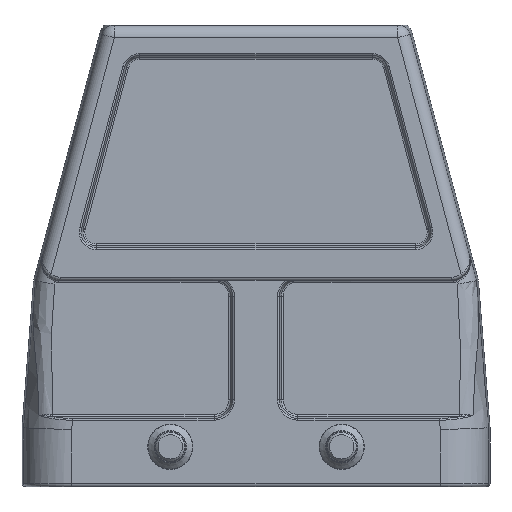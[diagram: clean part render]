
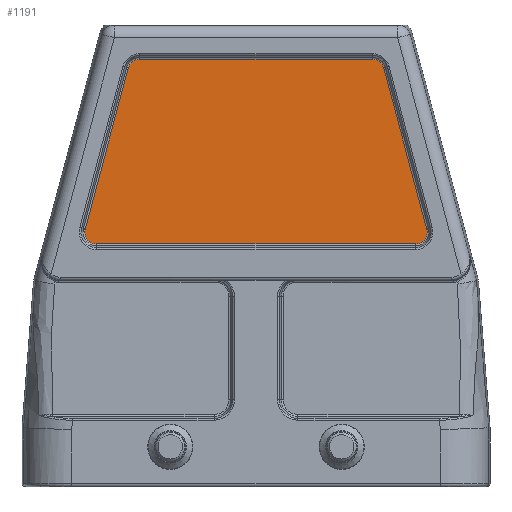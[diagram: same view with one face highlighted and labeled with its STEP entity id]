
A CAD part, front view. The second image highlights one B-rep face of the part: STEP entity #1191.
In plain terms, the highlighted planar face has unit normal (0, -1, 0).
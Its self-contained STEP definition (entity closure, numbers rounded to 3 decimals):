
#1191=ADVANCED_FACE('',(#1663),#9799,.F.);
#1663=FACE_OUTER_BOUND('',#2107,.T.);
#2107=EDGE_LOOP('',(#2885,#2886,#2887,#2888,#2889,#2890,#2891,#2892));
#2885=ORIENTED_EDGE('',*,*,#5767,.T.);
#2886=ORIENTED_EDGE('',*,*,#5768,.T.);
#2887=ORIENTED_EDGE('',*,*,#5769,.T.);
#2888=ORIENTED_EDGE('',*,*,#5770,.T.);
#2889=ORIENTED_EDGE('',*,*,#5771,.T.);
#2890=ORIENTED_EDGE('',*,*,#5772,.T.);
#2891=ORIENTED_EDGE('',*,*,#5773,.T.);
#2892=ORIENTED_EDGE('',*,*,#5774,.T.);
#5050=VERTEX_POINT('',#17342);
#5051=VERTEX_POINT('',#17343);
#5052=VERTEX_POINT('',#17345);
#5053=VERTEX_POINT('',#17347);
#5054=VERTEX_POINT('',#17349);
#5055=VERTEX_POINT('',#17351);
#5056=VERTEX_POINT('',#17353);
#5057=VERTEX_POINT('',#17355);
#5767=EDGE_CURVE('',#5050,#5051,#7910,.T.);
#5768=EDGE_CURVE('',#5051,#5052,#6668,.T.);
#5769=EDGE_CURVE('',#5052,#5053,#7911,.T.);
#5770=EDGE_CURVE('',#5053,#5054,#6669,.T.);
#5771=EDGE_CURVE('',#5054,#5055,#7912,.T.);
#5772=EDGE_CURVE('',#5055,#5056,#6670,.T.);
#5773=EDGE_CURVE('',#5056,#5057,#7913,.T.);
#5774=EDGE_CURVE('',#5057,#5050,#6671,.T.);
#6668=CIRCLE('',#11758,1.835);
#6669=CIRCLE('',#11759,1.835);
#6670=CIRCLE('',#11760,1.835);
#6671=CIRCLE('',#11761,1.835);
#7910=LINE('',#17341,#8577);
#7911=LINE('',#17346,#8578);
#7912=LINE('',#17350,#8579);
#7913=LINE('',#17354,#8580);
#8577=VECTOR('',#12979,1.);
#8578=VECTOR('',#12982,1.);
#8579=VECTOR('',#12985,1.);
#8580=VECTOR('',#12988,1.);
#9799=PLANE('',#11762);
#11758=AXIS2_PLACEMENT_3D('',#17344,#12980,#12981);
#11759=AXIS2_PLACEMENT_3D('',#17348,#12983,#12984);
#11760=AXIS2_PLACEMENT_3D('',#17352,#12986,#12987);
#11761=AXIS2_PLACEMENT_3D('',#17356,#12989,#12990);
#11762=AXIS2_PLACEMENT_3D('',#17357,#12991,#12992);
#12979=DIRECTION('',(-0.259,0.,0.966));
#12980=DIRECTION('',(0.,-1.,0.));
#12981=DIRECTION('',(0.,0.,1.));
#12982=DIRECTION('',(-1.,0.,0.));
#12983=DIRECTION('',(0.,-1.,0.));
#12984=DIRECTION('',(0.,0.,1.));
#12985=DIRECTION('',(-0.259,0.,-0.966));
#12986=DIRECTION('',(0.,-1.,0.));
#12987=DIRECTION('',(0.,0.,1.));
#12988=DIRECTION('',(1.,0.,0.));
#12989=DIRECTION('',(0.,-1.,0.));
#12990=DIRECTION('',(0.,0.,1.));
#12991=DIRECTION('',(0.,1.,0.));
#12992=DIRECTION('',(0.,0.,-1.));
#17341=CARTESIAN_POINT('',(19.8,-21.25,55.825));
#17342=CARTESIAN_POINT('',(26.498,-21.25,30.825));
#17343=CARTESIAN_POINT('',(19.8,-21.25,55.825));
#17344=CARTESIAN_POINT('',(18.027,-21.25,55.35));
#17345=CARTESIAN_POINT('',(18.027,-21.25,57.185));
#17346=CARTESIAN_POINT('',(-18.027,-21.25,57.185));
#17347=CARTESIAN_POINT('',(-18.027,-21.25,57.185));
#17348=CARTESIAN_POINT('',(-18.027,-21.25,55.35));
#17349=CARTESIAN_POINT('',(-19.8,-21.25,55.825));
#17350=CARTESIAN_POINT('',(-26.498,-21.25,30.825));
#17351=CARTESIAN_POINT('',(-26.498,-21.25,30.825));
#17352=CARTESIAN_POINT('',(-24.726,-21.25,30.35));
#17353=CARTESIAN_POINT('',(-24.726,-21.25,28.515));
#17354=CARTESIAN_POINT('',(24.726,-21.25,28.515));
#17355=CARTESIAN_POINT('',(24.726,-21.25,28.515));
#17356=CARTESIAN_POINT('',(24.726,-21.25,30.35));
#17357=CARTESIAN_POINT('',(18.027,-21.25,55.35));
